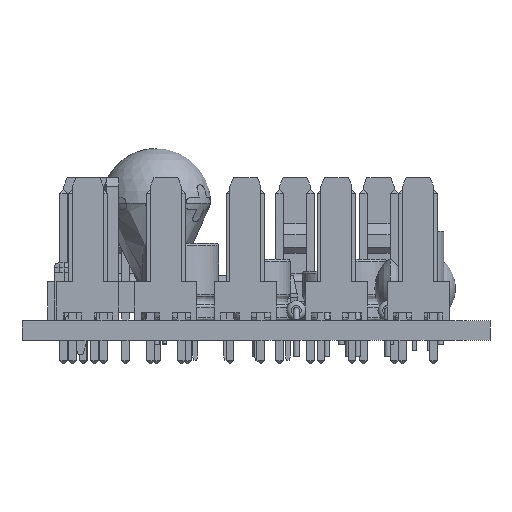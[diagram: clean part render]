
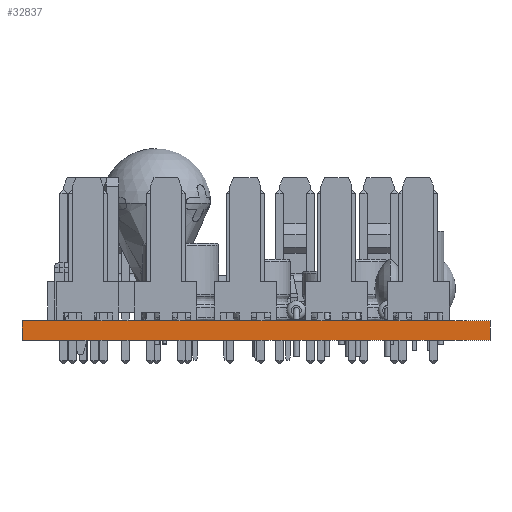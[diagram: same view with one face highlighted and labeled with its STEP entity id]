
A CAD part, left-side view. The second image highlights one B-rep face of the part: STEP entity #32837.
In plain terms, the highlighted planar face has unit normal (-1, 0, 0).
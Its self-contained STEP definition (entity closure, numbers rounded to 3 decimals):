
#32781 = VERTEX_POINT('',#32782);
#32782 = CARTESIAN_POINT('',(19.8,-62.4,1.6));
#32788 = EDGE_CURVE('',#32789,#32781,#32791,.T.);
#32789 = VERTEX_POINT('',#32790);
#32790 = CARTESIAN_POINT('',(19.8,-62.4,0.));
#32791 = LINE('',#32792,#32793);
#32792 = CARTESIAN_POINT('',(19.8,-62.4,0.));
#32793 = VECTOR('',#32794,1.);
#32794 = DIRECTION('',(0.,0.,1.));
#32837 = ADVANCED_FACE('',(#32838),#32863,.T.);
#32838 = FACE_BOUND('',#32839,.T.);
#32839 = EDGE_LOOP('',(#32840,#32841,#32849,#32857));
#32840 = ORIENTED_EDGE('',*,*,#32788,.T.);
#32841 = ORIENTED_EDGE('',*,*,#32842,.T.);
#32842 = EDGE_CURVE('',#32781,#32843,#32845,.T.);
#32843 = VERTEX_POINT('',#32844);
#32844 = CARTESIAN_POINT('',(19.8,-24.,1.6));
#32845 = LINE('',#32846,#32847);
#32846 = CARTESIAN_POINT('',(19.8,-62.4,1.6));
#32847 = VECTOR('',#32848,1.);
#32848 = DIRECTION('',(0.,1.,0.));
#32849 = ORIENTED_EDGE('',*,*,#32850,.F.);
#32850 = EDGE_CURVE('',#32851,#32843,#32853,.T.);
#32851 = VERTEX_POINT('',#32852);
#32852 = CARTESIAN_POINT('',(19.8,-24.,0.));
#32853 = LINE('',#32854,#32855);
#32854 = CARTESIAN_POINT('',(19.8,-24.,0.));
#32855 = VECTOR('',#32856,1.);
#32856 = DIRECTION('',(0.,0.,1.));
#32857 = ORIENTED_EDGE('',*,*,#32858,.F.);
#32858 = EDGE_CURVE('',#32789,#32851,#32859,.T.);
#32859 = LINE('',#32860,#32861);
#32860 = CARTESIAN_POINT('',(19.8,-62.4,0.));
#32861 = VECTOR('',#32862,1.);
#32862 = DIRECTION('',(0.,1.,0.));
#32863 = PLANE('',#32864);
#32864 = AXIS2_PLACEMENT_3D('',#32865,#32866,#32867);
#32865 = CARTESIAN_POINT('',(19.8,-62.4,0.));
#32866 = DIRECTION('',(-1.,0.,0.));
#32867 = DIRECTION('',(0.,1.,0.));
